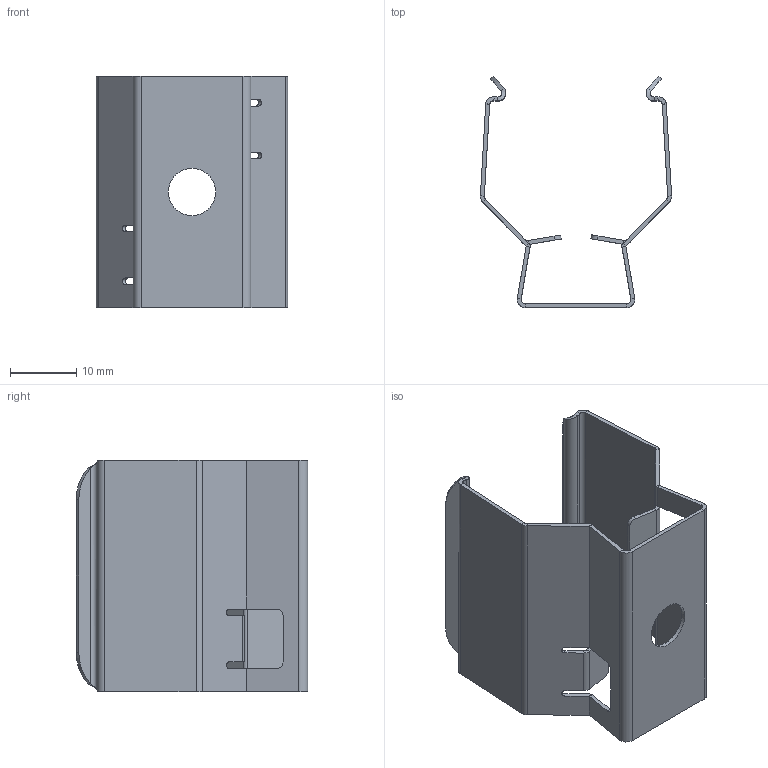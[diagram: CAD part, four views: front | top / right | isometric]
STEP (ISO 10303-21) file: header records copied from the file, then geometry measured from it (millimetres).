
FILE_DESCRIPTION((''),'2;1');
FILE_NAME('177450_ASM','2013-11-21T',('pdmadmin'),(''),'PRO/ENGINEER BY PARAMETRIC TECHNOLOGY CORPORATION, 2013230','PRO/ENGINEER BY PARAMETRIC TECHNOLOGY CORPORATION, 2013230','');
FILE_SCHEMA(('CONFIG_CONTROL_DESIGN'));
Length unit declared in the file: millimetre
Products named in the file (2): 172925; 177450_ASM
Assembly tree (1 placements, depth 2):
  177450_ASM
    172925
Bounding box: 28.92 x 35.02 x 35 mm (x, y, z)
Volume: 1941.7 mm3; surface area: 6701.5 mm2
Topology: 1 solids, 1 shells, 144 faces, 326 edges, 180 vertices
Faces by surface type: plane 86, cylinder 50, bspline 8
Entity records: 4299 total; most frequent: CARTESIAN_POINT 1043, DIRECTION 680, ORIENTED_EDGE 652, EDGE_CURVE 326, AXIS2_PLACEMENT_3D 231, VECTOR 218, LINE 218, VERTEX_POINT 180
